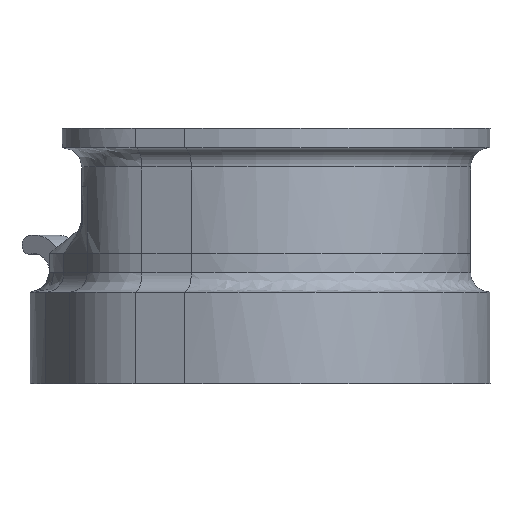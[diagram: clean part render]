
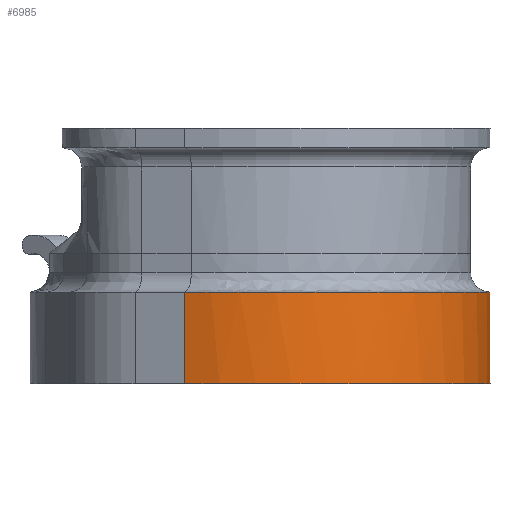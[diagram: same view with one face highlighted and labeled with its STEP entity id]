
A CAD part, front view. The second image highlights one B-rep face of the part: STEP entity #6985.
In plain terms, the highlighted cylindrical face has radius 18.516 mm (diameter 37.032 mm), a partial arc.
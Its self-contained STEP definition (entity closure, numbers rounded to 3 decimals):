
#75 = FACE_OUTER_BOUND ( 'NONE', #4553, .T. ) ;
#106 = AXIS2_PLACEMENT_3D ( 'NONE', #6679, #3225, #7261 ) ;
#687 = DIRECTION ( 'NONE',  ( 1., 0., 0. ) ) ;
#802 = CARTESIAN_POINT ( 'NONE',  ( -4.036, -20.394, -13.403 ) ) ;
#893 = ORIENTED_EDGE ( 'NONE', *, *, #7442, .T. ) ;
#1124 = CARTESIAN_POINT ( 'NONE',  ( 20.937, -3.04, -20.902 ) ) ;
#1585 = CARTESIAN_POINT ( 'NONE',  ( 20.937, -3.04, -20.902 ) ) ;
#1722 = CARTESIAN_POINT ( 'NONE',  ( -4.036, -20.394, -20.902 ) ) ;
#1943 = CARTESIAN_POINT ( 'NONE',  ( 20.937, -3.04, -13.402 ) ) ;
#2486 =( BOUNDED_CURVE ( )  B_SPLINE_CURVE ( 3, ( #1943, #7368, #4970, #3806 ),
 .UNSPECIFIED., .F., .F. ) 
 B_SPLINE_CURVE_WITH_KNOTS ( ( 4, 4 ),
 ( 0., 0.036 ),
 .UNSPECIFIED. ) 
 CURVE ( )  GEOMETRIC_REPRESENTATION_ITEM ( )  RATIONAL_B_SPLINE_CURVE ( ( 1., 0.714, 0.714, 1. ) ) 
 REPRESENTATION_ITEM ( '' )  );
#2522 = DIRECTION ( 'NONE',  ( 0., 0., 1. ) ) ;
#2666 = CARTESIAN_POINT ( 'NONE',  ( 2.42, -3.04, -20.902 ) ) ;
#2752 = DIRECTION ( 'NONE',  ( 0., 0., 1. ) ) ;
#3061 = CARTESIAN_POINT ( 'NONE',  ( 20.937, -3.04, -13.402 ) ) ;
#3225 = DIRECTION ( 'NONE',  ( 0., 0., 1. ) ) ;
#3806 = CARTESIAN_POINT ( 'NONE',  ( -4.036, -20.394, -13.403 ) ) ;
#4113 = ORIENTED_EDGE ( 'NONE', *, *, #7622, .F. ) ;
#4319 = VECTOR ( 'NONE', #2752, 1000. ) ;
#4553 = EDGE_LOOP ( 'NONE', ( #7213, #4113, #6866, #893 ) ) ;
#4698 = CARTESIAN_POINT ( 'NONE',  ( -4.036, -20.394, -20.902 ) ) ;
#4970 = CARTESIAN_POINT ( 'NONE',  ( 9.274, -25.346, -13.402 ) ) ;
#5070 = CYLINDRICAL_SURFACE ( 'NONE', #6177, 18.516 ) ;
#5128 = VERTEX_POINT ( 'NONE', #1124 ) ;
#5359 = LINE ( 'NONE', #4698, #7042 ) ;
#5693 = VERTEX_POINT ( 'NONE', #1722 ) ;
#5712 = LINE ( 'NONE', #1585, #4319 ) ;
#5979 = DIRECTION ( 'NONE',  ( 0., 0., 1. ) ) ;
#6003 = EDGE_CURVE ( 'NONE', #6948, #6396, #2486, .T. ) ;
#6177 = AXIS2_PLACEMENT_3D ( 'NONE', #2666, #2522, #687 ) ;
#6396 = VERTEX_POINT ( 'NONE', #802 ) ;
#6548 = CIRCLE ( 'NONE', #106, 18.516 ) ;
#6679 = CARTESIAN_POINT ( 'NONE',  ( 2.42, -3.04, -20.902 ) ) ;
#6866 = ORIENTED_EDGE ( 'NONE', *, *, #7353, .T. ) ;
#6948 = VERTEX_POINT ( 'NONE', #3061 ) ;
#6985 = ADVANCED_FACE ( 'NONE', ( #75 ), #5070, .T. ) ;
#7042 = VECTOR ( 'NONE', #5979, 1000. ) ;
#7213 = ORIENTED_EDGE ( 'NONE', *, *, #6003, .T. ) ;
#7261 = DIRECTION ( 'NONE',  ( -1., 0., 0. ) ) ;
#7353 = EDGE_CURVE ( 'NONE', #5693, #5128, #6548, .T. ) ;
#7368 = CARTESIAN_POINT ( 'NONE',  ( 20.937, -17.242, -13.402 ) ) ;
#7442 = EDGE_CURVE ( 'NONE', #5128, #6948, #5712, .T. ) ;
#7622 = EDGE_CURVE ( 'NONE', #5693, #6396, #5359, .T. ) ;
